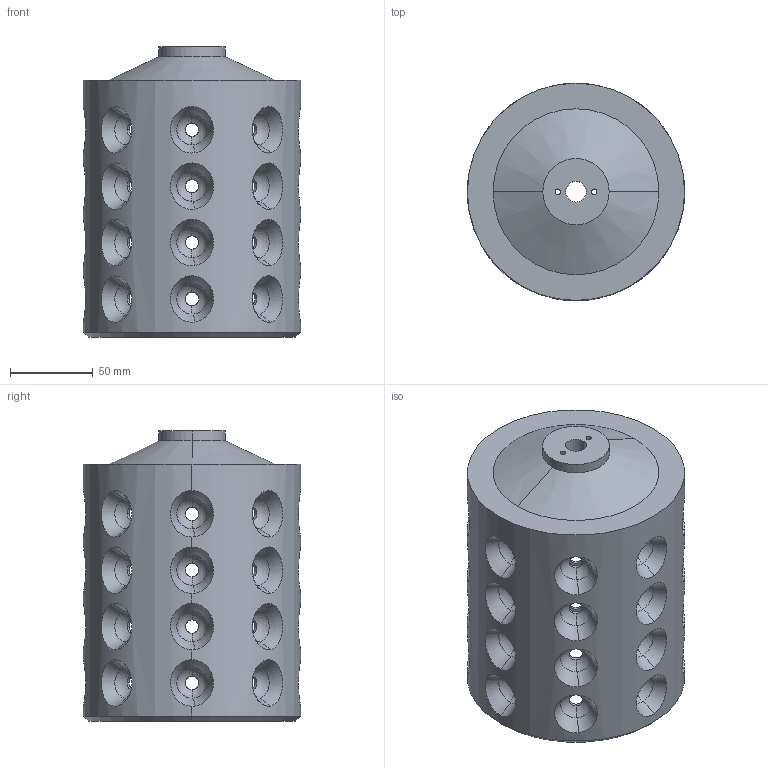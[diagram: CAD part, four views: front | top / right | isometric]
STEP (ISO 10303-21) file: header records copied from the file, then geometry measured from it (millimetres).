
FILE_DESCRIPTION (( 'STEP AP203' ), '1' );
FILE_NAME ('Roller_2.STEP', '2024-10-25T07:40:32', ( '' ), ( '' ), 'SwSTEP 2.0', 'SolidWorks 2024', '' );
FILE_SCHEMA (( 'CONFIG_CONTROL_DESIGN' ));
Length unit declared in the file: millimetre
Products named in the file (1): Roller_2
Bounding box: 131 x 131 x 175 mm (x, y, z)
Volume: 910206.6 mm3; surface area: 149752.3 mm2
Topology: 1 solids, 1 shells, 221 faces, 654 edges, 422 vertices
Faces by surface type: cylinder 78, bspline 64, sphere 64, cone 6, plane 5, torus 4
Entity records: 28743 total; most frequent: CARTESIAN_POINT 23170, ORIENTED_EDGE 1308, DIRECTION 980, EDGE_CURVE 654, AXIS2_PLACEMENT_3D 440, VERTEX_POINT 422, CIRCLE 282, EDGE_LOOP 278
